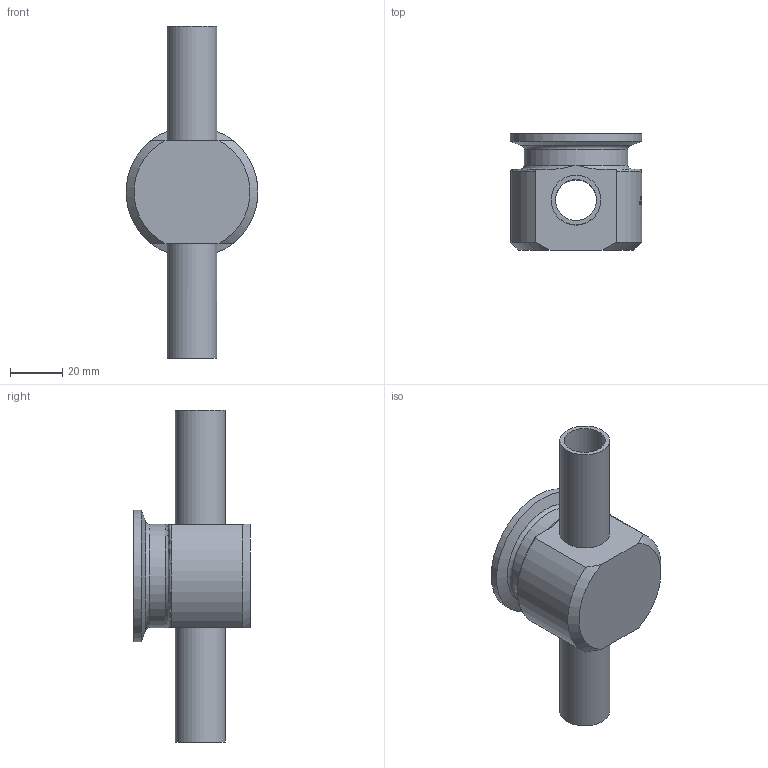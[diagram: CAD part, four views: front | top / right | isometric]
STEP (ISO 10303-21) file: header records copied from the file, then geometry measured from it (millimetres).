
FILE_DESCRIPTION(/* description */ (''),/* implementation_level */ '2;1');
FILE_NAME(/* name */ 'S7IWWKS-.75X1.5.stp',/* time_stamp */ '2018-11-30T09:31:23-05:00',/* author */ ('ken'),/* organization */ (''),/* preprocessor_version */ 'ST-DEVELOPER v15.2',/* originating_system */ 'Autodesk Inventor 2014',/* authorisation */ '');
FILE_SCHEMA (('AUTOMOTIVE_DESIGN { 1 0 10303 214 3 1 1 }'));
Length unit declared in the file: inch
Products named in the file (1): S7IWWKS-.75X15
Bounding box: 50.39 x 44.45 x 126.97 mm (x, y, z)
Volume: 52634.2 mm3; surface area: 23505 mm2
Topology: 1 solids, 1 shells, 453 faces, 1223 edges, 814 vertices
Faces by surface type: plane 211, bspline 178, cylinder 47, torus 10, cone 7
Full cylindrical faces by diameter (mm): 15.748 x2, 15.875 x1, 19.05 x2, 34.646 x1, 39.7 x1, 50.394 x1
Entity records: 17555 total; most frequent: CARTESIAN_POINT 7165, ORIENTED_EDGE 2406, DIRECTION 1672, EDGE_CURVE 1203, VERTEX_POINT 809, AXIS2_PLACEMENT_3D 571, LINE 530, VECTOR 530
